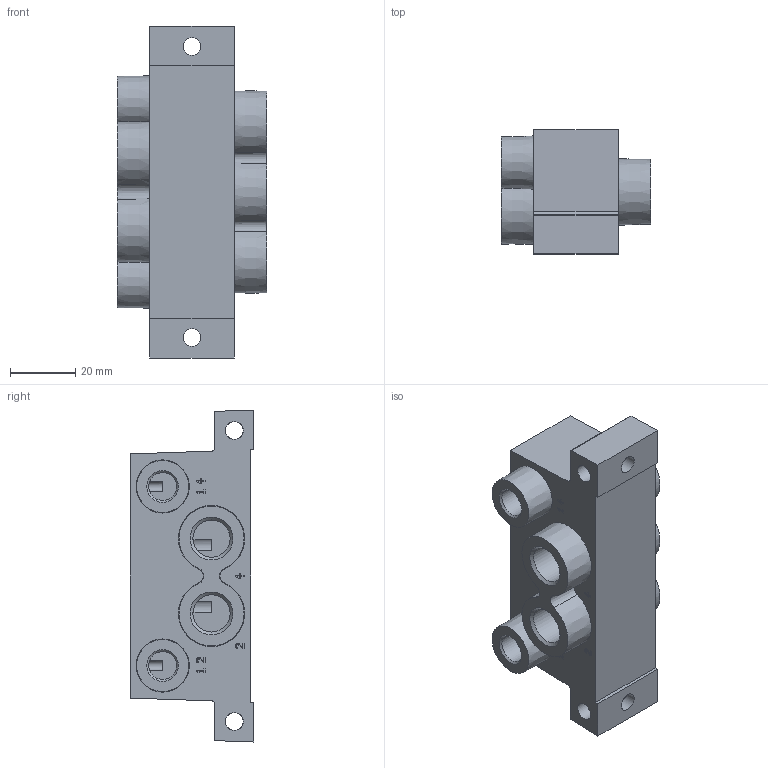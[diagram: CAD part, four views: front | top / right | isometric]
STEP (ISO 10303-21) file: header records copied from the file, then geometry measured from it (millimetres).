
FILE_DESCRIPTION(/* description */ ('STEP AP214'),/* implementation_level */ '2;1');
FILE_NAME(/* name */ '161109_NAS-1_4-01-VDMA',/* time_stamp */ '2024-09-11T04:36:12+02:00',/* author */ ('License CC BY-ND 4.0'),/* organization */ ('CADENAS'),/* preprocessor_version */ 'ST-DEVELOPER v19.3',/* originating_system */ 'PARTsolutions',/* authorisation */ ' ');
FILE_SCHEMA (('AUTOMOTIVE_DESIGN {1 0 10303 214 3 1 1}'));
Length unit declared in the file: millimetre
Products named in the file (1): 161109 NAS-1/4-01-VDMA
Bounding box: 46 x 38 x 102 mm (x, y, z)
Volume: 80422.8 mm3; surface area: 25892.2 mm2
Topology: 1 solids, 1 shells, 219 faces, 596 edges, 389 vertices
Faces by surface type: plane 148, cylinder 48, cone 23
Full cylindrical faces by diameter (mm): 3.2 x1, 3.242 x2, 5.5 x8, 8.566 x2, 11.445 x5
Entity records: 6808 total; most frequent: CARTESIAN_POINT 1260, ORIENTED_EDGE 1120, DIRECTION 1117, EDGE_CURVE 560, LINE 405, VECTOR 405, VERTEX_POINT 382, AXIS2_PLACEMENT_3D 356
